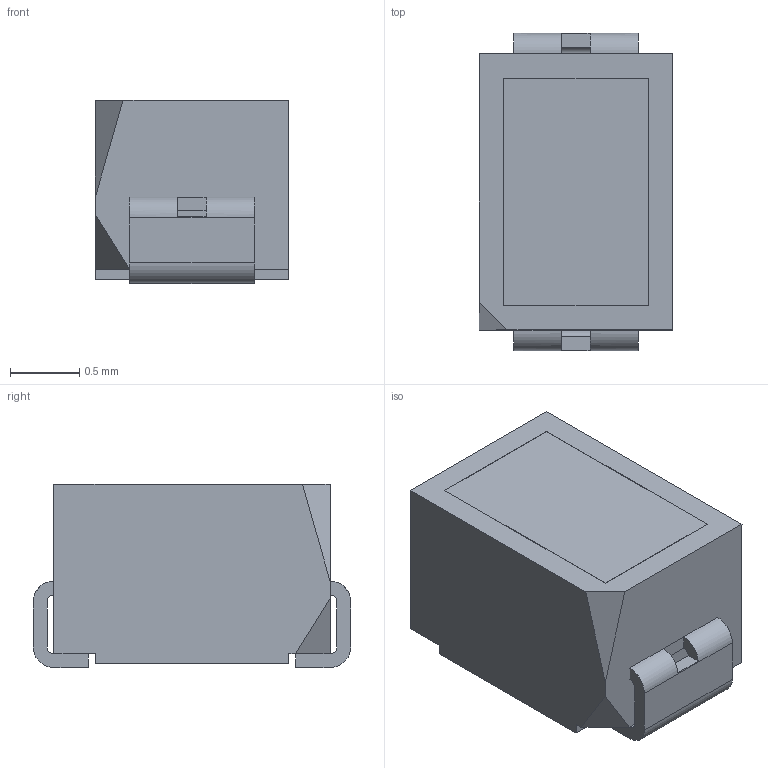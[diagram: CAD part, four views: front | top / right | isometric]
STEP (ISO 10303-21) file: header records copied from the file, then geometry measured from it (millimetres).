
FILE_DESCRIPTION (( 'STEP AP214' ), '1' );
FILE_NAME ('User Library-LO M67K TOPLED Orange-1.STEP', '2019-10-08T05:25:30', ( '' ), ( '' ), 'SwSTEP 2.0', 'SolidWorks 2019', '' );
FILE_SCHEMA (( 'AUTOMOTIVE_DESIGN' ));
Length unit declared in the file: millimetre
Products named in the file (1): User Library-LO M67K TOPLED Orange-1
Bounding box: 1.4 x 2.3 x 1.33 mm (x, y, z)
Volume: 3.9 mm3; surface area: 33.5 mm2
Topology: 5 solids, 5 shells, 69 faces, 178 edges, 116 vertices
Faces by surface type: plane 61, cylinder 8
Entity records: 2913 total; most frequent: CARTESIAN_POINT 364, ORIENTED_EDGE 356, DIRECTION 342, EDGE_CURVE 178, VECTOR 154, LINE 154, VERTEX_POINT 116, AXIS2_PLACEMENT_3D 94
